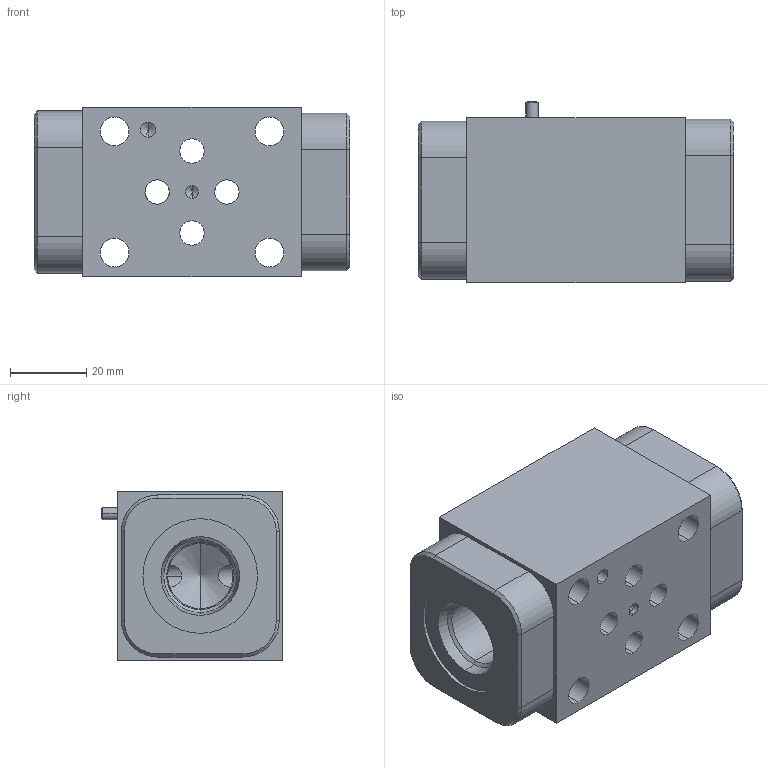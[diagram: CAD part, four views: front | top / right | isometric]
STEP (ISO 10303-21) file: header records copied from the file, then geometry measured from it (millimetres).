
FILE_DESCRIPTION((''),'2;1');
FILE_NAME('X6W_ASM','2020-01-09T',('ProEService'),(''),'PRO/ENGINEER BY PARAMETRIC TECHNOLOGY CORPORATION, 2014200','PRO/ENGINEER BY PARAMETRIC TECHNOLOGY CORPORATION, 2014200','');
FILE_SCHEMA(('CONFIG_CONTROL_DESIGN'));
Length unit declared in the file: inch
Products named in the file (5): 155-413; 811-001-006; 500-001-012; 700-002; X6W_ASM
Assembly tree (4 placements, depth 2):
  X6W_ASM
    155-413
    811-001-006
    500-001-012
    700-002
Bounding box: 82.55 x 47.5 x 44.45 mm (x, y, z)
Volume: 122283.5 mm3; surface area: 27688.6 mm2
Topology: 2 solids, 2 shells, 126 faces, 553 edges, 533 vertices
Faces by surface type: cylinder 50, plane 40, cone 36
Entity records: 5817 total; most frequent: CARTESIAN_POINT 1347, DIRECTION 939, ORIENTED_EDGE 648, VECTOR 387, LINE 387, EDGE_CURVE 324, AXIS2_PLACEMENT_3D 276, TRIMMED_CURVE 217
